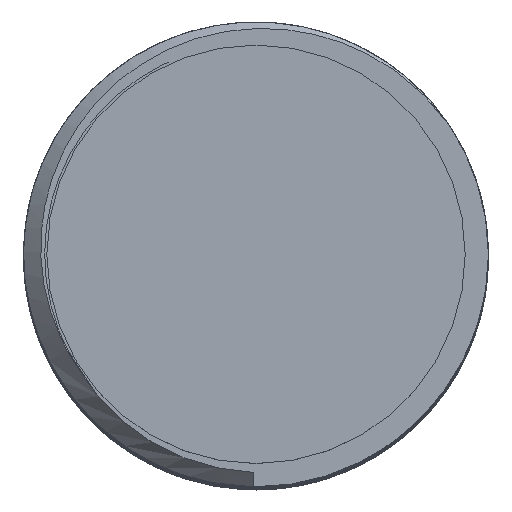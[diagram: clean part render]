
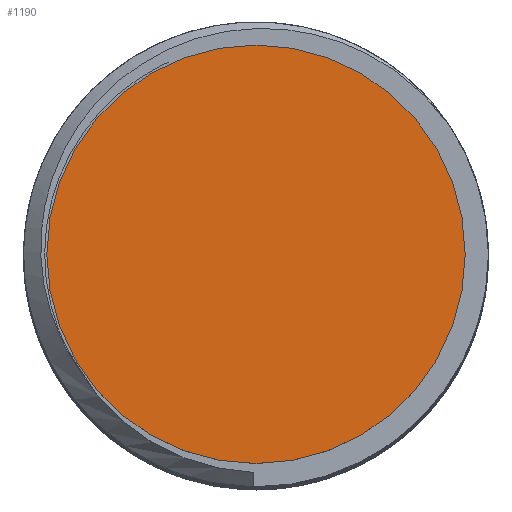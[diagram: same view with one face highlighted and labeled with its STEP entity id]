
A CAD part, top view. The second image highlights one B-rep face of the part: STEP entity #1190.
In plain terms, the highlighted planar face has unit normal (0, 0, 1).
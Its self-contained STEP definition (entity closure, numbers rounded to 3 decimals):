
#29=PLANE('',#1287);
#94=FACE_OUTER_BOUND('',#165,.T.);
#165=EDGE_LOOP('',(#1044));
#189=CIRCLE('',#1286,5.4);
#526=VERTEX_POINT('',#9138);
#701=EDGE_CURVE('',#526,#526,#189,.T.);
#1044=ORIENTED_EDGE('',*,*,#701,.T.);
#1190=ADVANCED_FACE('',(#94),#29,.T.);
#1286=AXIS2_PLACEMENT_3D('',#9140,#1489,#1490);
#1287=AXIS2_PLACEMENT_3D('',#9141,#1491,#1492);
#1489=DIRECTION('center_axis',(0.,0.,1.));
#1490=DIRECTION('ref_axis',(1.,0.,0.));
#1491=DIRECTION('center_axis',(0.,0.,1.));
#1492=DIRECTION('ref_axis',(1.,0.,0.));
#9138=CARTESIAN_POINT('',(-3.99,-1.887,44.354));
#9140=CARTESIAN_POINT('Origin',(-9.39,-1.887,44.354));
#9141=CARTESIAN_POINT('Origin',(-9.39,-1.887,44.354));
